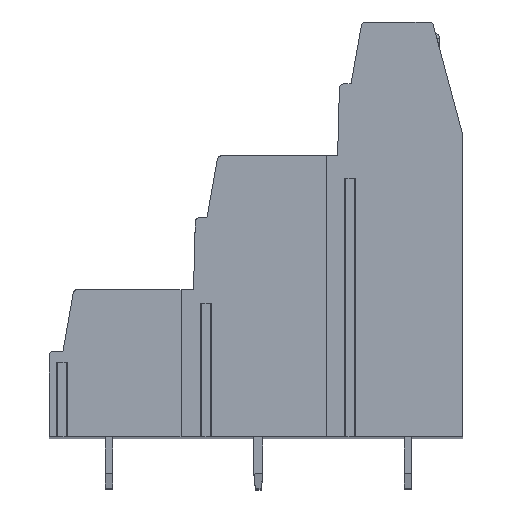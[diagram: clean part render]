
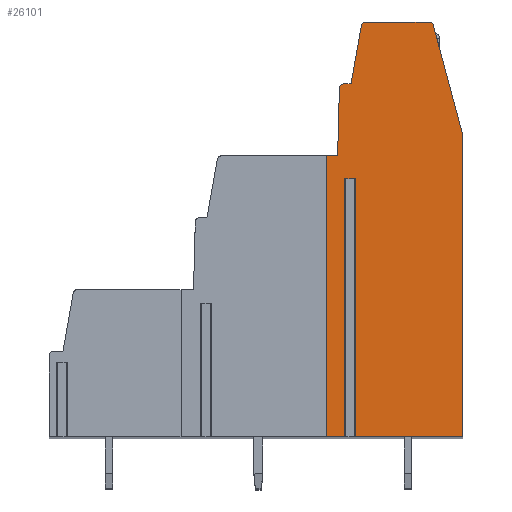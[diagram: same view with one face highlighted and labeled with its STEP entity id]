
A CAD part, top view. The second image highlights one B-rep face of the part: STEP entity #26101.
In plain terms, the highlighted planar face has unit normal (0, 0, 1).
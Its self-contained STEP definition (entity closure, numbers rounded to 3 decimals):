
#14=DIRECTION('',(-1.,0.,0.));
#15=VECTOR('',#14,0.743);
#16=CARTESIAN_POINT('',(1.908,2.65,68.58));
#17=LINE('',#16,#15);
#18=DIRECTION('',(0.,-1.,0.));
#19=VECTOR('',#18,17.55);
#20=CARTESIAN_POINT('',(1.165,2.65,68.58));
#21=LINE('',#20,#19);
#22=DIRECTION('',(1.,0.,0.));
#23=VECTOR('',#22,1.228);
#24=CARTESIAN_POINT('',(-0.063,-14.9,68.58));
#25=LINE('',#24,#23);
#26=DIRECTION('',(-1.,0.,0.));
#27=VECTOR('',#26,0.75);
#28=CARTESIAN_POINT('',(0.687,4.2,68.58));
#29=LINE('',#28,#27);
#30=DIRECTION('',(-0.026,-1.,0.));
#31=VECTOR('',#30,4.609);
#32=CARTESIAN_POINT('',(0.808,8.808,68.58));
#33=LINE('',#32,#31);
#34=CARTESIAN_POINT('',(1.108,8.8,68.58));
#35=DIRECTION('',(0.,0.,1.));
#36=DIRECTION('',(0.,1.,0.));
#37=AXIS2_PLACEMENT_3D('',#34,#35,#36);
#39=DIRECTION('',(-1.,0.,0.));
#40=VECTOR('',#39,0.497);
#41=CARTESIAN_POINT('',(1.605,9.1,68.58));
#42=LINE('',#41,#40);
#43=DIRECTION('',(-0.174,-0.985,0.));
#44=VECTOR('',#43,4.013);
#45=CARTESIAN_POINT('',(2.301,13.052,68.58));
#46=LINE('',#45,#44);
#47=CARTESIAN_POINT('',(2.597,13.,68.58));
#48=DIRECTION('',(0.,0.,1.));
#49=DIRECTION('',(0.,1.,0.));
#50=AXIS2_PLACEMENT_3D('',#47,#48,#49);
#52=DIRECTION('',(-1.,0.,0.));
#53=VECTOR('',#52,4.31);
#54=CARTESIAN_POINT('',(6.907,13.3,68.58));
#55=LINE('',#54,#53);
#56=CARTESIAN_POINT('',(6.907,13.,68.58));
#57=DIRECTION('',(0.,0.,1.));
#58=DIRECTION('',(0.966,0.259,0.));
#59=AXIS2_PLACEMENT_3D('',#56,#57,#58);
#61=CARTESIAN_POINT('',(8.187,5.518,68.58));
#62=DIRECTION('',(0.,0.,1.));
#63=DIRECTION('',(1.,0.,0.));
#64=AXIS2_PLACEMENT_3D('',#61,#62,#63);
#66=DIRECTION('',(0.,1.,0.));
#67=VECTOR('',#66,20.418);
#68=CARTESIAN_POINT('',(9.187,-14.9,68.58));
#69=LINE('',#68,#67);
#70=DIRECTION('',(1.,0.,0.));
#71=VECTOR('',#70,7.279);
#72=CARTESIAN_POINT('',(1.908,-14.9,68.58));
#73=LINE('',#72,#71);
#74=DIRECTION('',(0.,-1.,0.));
#75=VECTOR('',#74,17.55);
#76=CARTESIAN_POINT('',(1.908,2.65,68.58));
#77=LINE('',#76,#75);
#8332=DIRECTION('',(-0.259,0.966,0.));
#8333=VECTOR('',#8332,7.558);
#8334=CARTESIAN_POINT('',(9.153,5.777,68.58));
#8335=LINE('',#8334,#8333);
#13980=DIRECTION('',(0.,-1.,0.));
#13981=VECTOR('',#13980,19.1);
#13982=CARTESIAN_POINT('',(-0.063,4.2,68.58));
#13983=LINE('',#13982,#13981);
#20552=CARTESIAN_POINT('',(9.187,-14.9,68.58));
#20553=CARTESIAN_POINT('',(9.187,5.518,68.58));
#20554=VERTEX_POINT('',#20552);
#20555=VERTEX_POINT('',#20553);
#20556=CARTESIAN_POINT('',(9.153,5.777,68.58));
#20557=VERTEX_POINT('',#20556);
#20558=CARTESIAN_POINT('',(7.197,13.078,68.58));
#20559=CARTESIAN_POINT('',(6.907,13.3,68.58));
#20560=VERTEX_POINT('',#20558);
#20561=VERTEX_POINT('',#20559);
#20562=CARTESIAN_POINT('',(2.597,13.3,68.58));
#20563=VERTEX_POINT('',#20562);
#20564=CARTESIAN_POINT('',(2.301,13.052,68.58));
#20565=VERTEX_POINT('',#20564);
#20566=CARTESIAN_POINT('',(1.605,9.1,68.58));
#20567=VERTEX_POINT('',#20566);
#20568=CARTESIAN_POINT('',(1.108,9.1,68.58));
#20569=VERTEX_POINT('',#20568);
#20570=CARTESIAN_POINT('',(0.808,8.808,68.58));
#20571=VERTEX_POINT('',#20570);
#20572=CARTESIAN_POINT('',(0.687,4.2,68.58));
#20573=VERTEX_POINT('',#20572);
#20612=CARTESIAN_POINT('',(-0.063,-14.9,68.58));
#20614=VERTEX_POINT('',#20612);
#20620=CARTESIAN_POINT('',(-0.063,4.2,68.58));
#20621=VERTEX_POINT('',#20620);
#20668=CARTESIAN_POINT('',(1.908,2.65,68.58));
#20669=CARTESIAN_POINT('',(1.165,2.65,68.58));
#20670=VERTEX_POINT('',#20668);
#20671=VERTEX_POINT('',#20669);
#20672=CARTESIAN_POINT('',(1.908,-14.9,68.58));
#20673=VERTEX_POINT('',#20672);
#20674=CARTESIAN_POINT('',(1.165,-14.9,68.58));
#20675=VERTEX_POINT('',#20674);
#26060=CARTESIAN_POINT('',(0.,0.,68.58));
#26061=DIRECTION('',(0.,0.,1.));
#26062=DIRECTION('',(1.,0.,0.));
#26063=AXIS2_PLACEMENT_3D('',#26060,#26061,#26062);
#26064=PLANE('',#26063);
#26066=ORIENTED_EDGE('',*,*,#26065,.T.);
#26068=ORIENTED_EDGE('',*,*,#26067,.T.);
#26070=ORIENTED_EDGE('',*,*,#26069,.F.);
#26072=ORIENTED_EDGE('',*,*,#26071,.F.);
#26074=ORIENTED_EDGE('',*,*,#26073,.F.);
#26076=ORIENTED_EDGE('',*,*,#26075,.F.);
#26078=ORIENTED_EDGE('',*,*,#26077,.F.);
#26080=ORIENTED_EDGE('',*,*,#26079,.F.);
#26082=ORIENTED_EDGE('',*,*,#26081,.F.);
#26084=ORIENTED_EDGE('',*,*,#26083,.F.);
#26086=ORIENTED_EDGE('',*,*,#26085,.F.);
#26088=ORIENTED_EDGE('',*,*,#26087,.F.);
#26090=ORIENTED_EDGE('',*,*,#26089,.F.);
#26092=ORIENTED_EDGE('',*,*,#26091,.F.);
#26094=ORIENTED_EDGE('',*,*,#26093,.F.);
#26096=ORIENTED_EDGE('',*,*,#26095,.F.);
#26098=ORIENTED_EDGE('',*,*,#26097,.F.);
#26099=EDGE_LOOP('',(#26066,#26068,#26070,#26072,#26074,#26076,#26078,#26080,
#26082,#26084,#26086,#26088,#26090,#26092,#26094,#26096,#26098));
#26100=FACE_OUTER_BOUND('',#26099,.F.);
#38=CIRCLE('',#37,0.3);
#51=CIRCLE('',#50,0.3);
#60=CIRCLE('',#59,0.3);
#65=CIRCLE('',#64,1.);
#26065=EDGE_CURVE('',#20670,#20671,#17,.T.);
#26067=EDGE_CURVE('',#20671,#20675,#21,.T.);
#26069=EDGE_CURVE('',#20614,#20675,#25,.T.);
#26071=EDGE_CURVE('',#20621,#20614,#13983,.T.);
#26073=EDGE_CURVE('',#20573,#20621,#29,.T.);
#26075=EDGE_CURVE('',#20571,#20573,#33,.T.);
#26077=EDGE_CURVE('',#20569,#20571,#38,.T.);
#26079=EDGE_CURVE('',#20567,#20569,#42,.T.);
#26081=EDGE_CURVE('',#20565,#20567,#46,.T.);
#26083=EDGE_CURVE('',#20563,#20565,#51,.T.);
#26085=EDGE_CURVE('',#20561,#20563,#55,.T.);
#26087=EDGE_CURVE('',#20560,#20561,#60,.T.);
#26089=EDGE_CURVE('',#20557,#20560,#8335,.T.);
#26091=EDGE_CURVE('',#20555,#20557,#65,.T.);
#26093=EDGE_CURVE('',#20554,#20555,#69,.T.);
#26095=EDGE_CURVE('',#20673,#20554,#73,.T.);
#26097=EDGE_CURVE('',#20670,#20673,#77,.T.);
#26101=ADVANCED_FACE('',(#26100),#26064,.T.);
